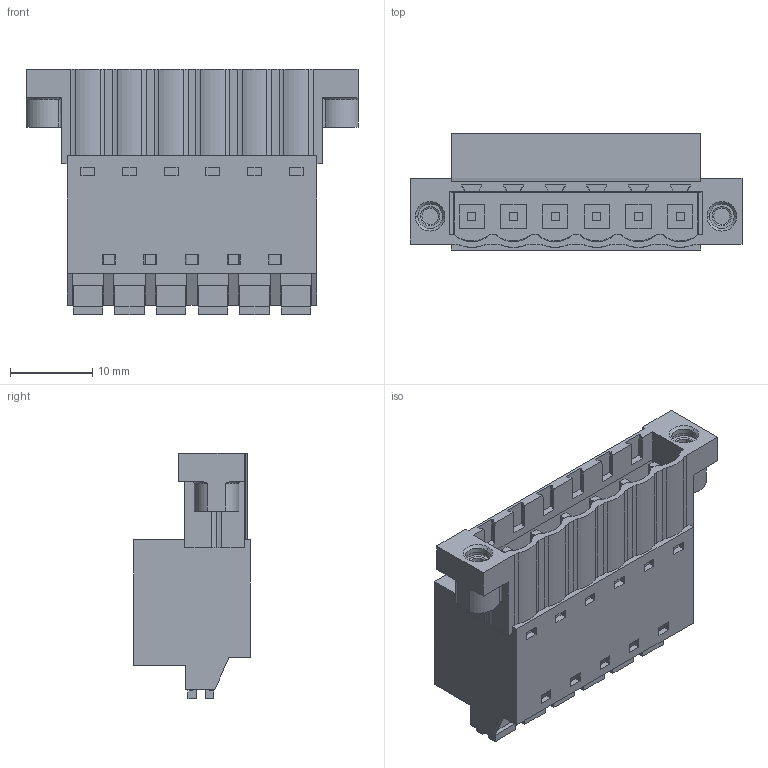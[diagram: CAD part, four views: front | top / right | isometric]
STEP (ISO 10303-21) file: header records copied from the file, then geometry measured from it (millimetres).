
FILE_DESCRIPTION(('CATIA V5 STEP Exchange','CAx-IF Rec.Pracs.--- Model Styling and Organization---1.4--- 2014-01-23'),'2;1');
FILE_NAME ('011733-2_1_1336210000_1336210000.stp','2021-09-07T05:43:22+00:00',('none'),('Weidmueller'),'CATIA Version 5-6 Release 2016 SP3 HF44','CATIA V5 STEP AP214','none');
FILE_SCHEMA(('AUTOMOTIVE_DESIGN { 1 0 10303 214 1 1 1 1 }'));
Length unit declared in the file: millimetre
Products named in the file (1): 1336210000
Bounding box: 40.48 x 14.2 x 29.93 mm (x, y, z)
Volume: 7078.1 mm3; surface area: 6934.9 mm2
Topology: 15 solids, 15 shells, 682 faces, 1785 edges, 1166 vertices
Faces by surface type: plane 564, cylinder 90, extrusion 12, cone 12, torus 4
Entity records: 20061 total; most frequent: CARTESIAN_POINT 4259, ORIENTED_EDGE 3570, DIRECTION 2598, EDGE_CURVE 1785, VECTOR 1573, LINE 1561, VERTEX_POINT 1166, EDGE_LOOP 755
